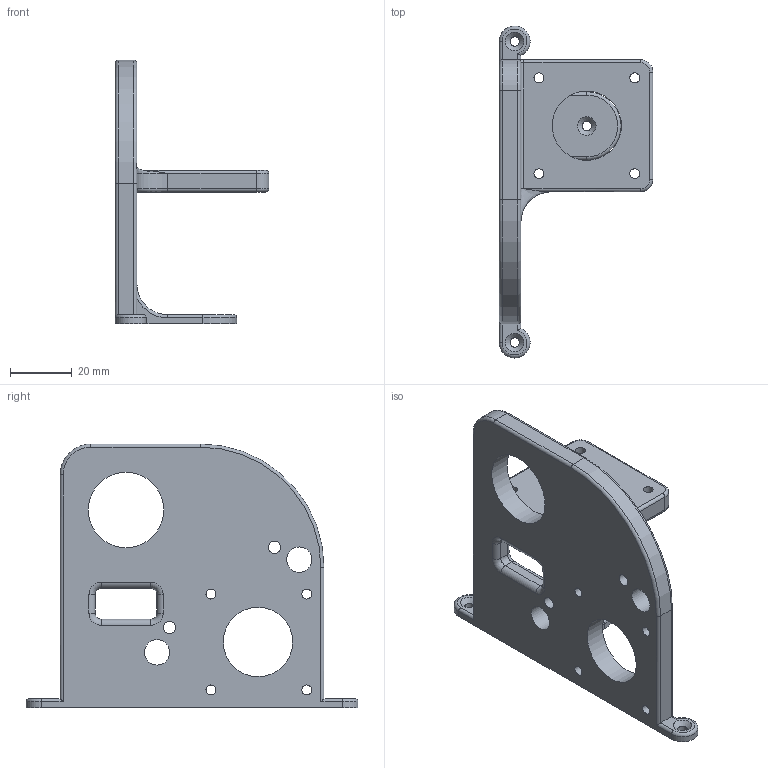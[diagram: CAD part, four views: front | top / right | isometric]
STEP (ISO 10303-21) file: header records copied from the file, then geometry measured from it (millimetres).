
FILE_DESCRIPTION(/* description */ (''),/* implementation_level */ '2;1');
FILE_NAME(/* name */ 'servoMountsYZ v33.step',/* time_stamp */ '2024-08-25T17:34:51+02:00',/* author */ (''),/* organization */ (''),/* preprocessor_version */ 'ST-DEVELOPER v20',/* originating_system */ 'Autodesk Translation Framework v13.14.0.145',/* authorisation */ '');
FILE_SCHEMA (('AUTOMOTIVE_DESIGN { 1 0 10303 214 3 1 1 }'));
Length unit declared in the file: millimetre
Products named in the file (1): servoMountsYZ
Bounding box: 49.7 x 107.4 x 85.4 mm (x, y, z)
Volume: 52451.7 mm3; surface area: 21516.4 mm2
Topology: 1 solids, 1 shells, 105 faces, 256 edges, 153 vertices
Faces by surface type: cylinder 59, torus 23, plane 19, cone 3, bspline 1
Full cylindrical faces by diameter (mm): 3 x3, 3.2 x8, 4 x2, 8.2 x2, 22.4 x2, 24.4 x1
Entity records: 3685 total; most frequent: CARTESIAN_POINT 1026, DIRECTION 595, ORIENTED_EDGE 512, EDGE_CURVE 256, AXIS2_PLACEMENT_3D 241, VERTEX_POINT 153, EDGE_LOOP 143, CIRCLE 131
